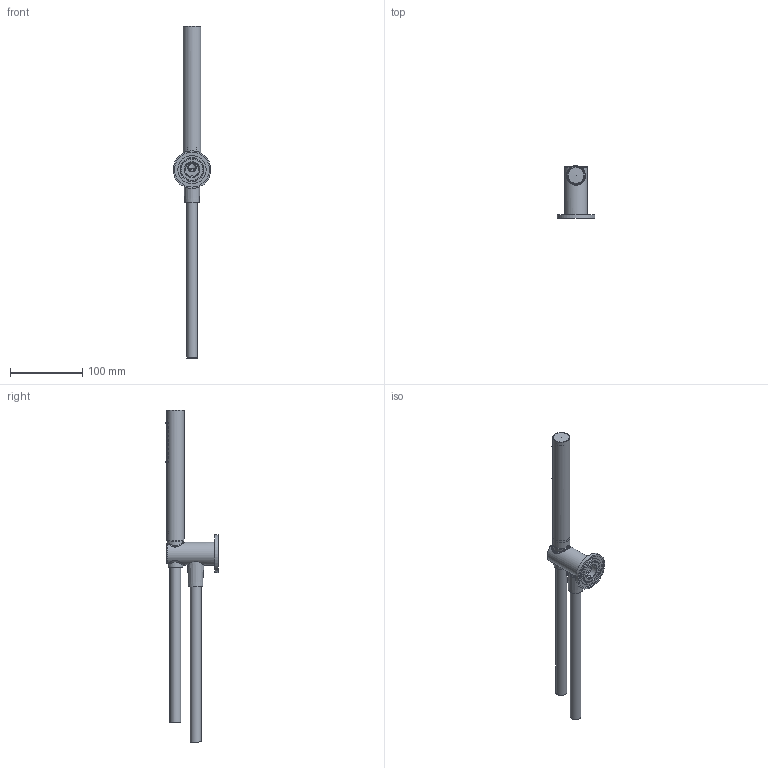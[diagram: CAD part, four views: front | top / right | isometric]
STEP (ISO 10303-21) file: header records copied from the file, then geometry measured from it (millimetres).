
FILE_DESCRIPTION(/* description */ ('Unknown'),/* implementation_level */ '2;1');
FILE_NAME(/* name */ 'AR440-00',/* time_stamp */ '2026-02-16T14:34:33+01:00',/* author */ ('Unknown'),/* organization */ ('Unknown'),/* preprocessor_version */ 'ST-DEVELOPER v20',/* originating_system */ 'Solid Edge',/* authorisation */ 'Unknown');
FILE_SCHEMA (('AUTOMOTIVE_DESIGN {1 0 10303 214 3 1 1}'));
Length unit declared in the file: millimetre
Products named in the file (18): AR440-00; AR015-00; AR515-00 r1_oa_0; AR517-06; AR517-07; AR517-001; ZNVA005_SOLID_2_2; ZNVA005_SOLID_1_2; AR517-04; B077-02; AR515-01 r1; AR517-02; AR306-15; AR354-00_oa_1; AR354-001_oa_2; AR354-01; A064038_12900ZZ; AR354-02
Assembly tree (18 placements, depth 4):
  AR440-00
    AR015-00  x2
    AR515-00 r1_oa_0
      AR517-06
      AR517-07
      AR517-001
        ZNVA005_SOLID_2_2
        ZNVA005_SOLID_1_2
      AR517-04
      B077-02
      AR515-01 r1
      AR517-02
      AR306-15
    AR354-00_oa_1
      AR354-001_oa_2
        AR354-01
        A064038_12900ZZ
        AR354-02
Bounding box: 52 x 72.14 x 458.06 mm (x, y, z)
Volume: 158452.3 mm3; surface area: 86469.1 mm2
Topology: 14 solids, 15 shells, 796 faces, 2066 edges, 1332 vertices
Faces by surface type: bspline 231, cylinder 199, plane 171, torus 105, cone 81, sphere 9
Full cylindrical faces by diameter (mm): 2.365 x1, 2.649 x1, 3.2 x40, 3.242 x1, 4.134 x1, 4.541 x1, 5 x1, 5.676 x1, 7 x1, 7.7 x1, 8 x1, 8.703 x2, 9.27 x1, 10 x1, 11.351 x1, 12.77 x1, 13.905 x1, 14 x2, 14.4 x1, 15 x2, 16.5 x2, 17.4 x1, 18.5 x1, 18.6 x1, 18.917 x1, 19 x2, 20 x1, 20.3 x1, 20.8 x2, 21.8 x2
Entity records: 39828 total; most frequent: CARTESIAN_POINT 22187, ORIENTED_EDGE 3210, DIRECTION 2658, EDGE_CURVE 1605, FACE_BOUND 1280, EDGE_LOOP 1275, VERTEX_POINT 1151, AXIS2_PLACEMENT_3D 1125
